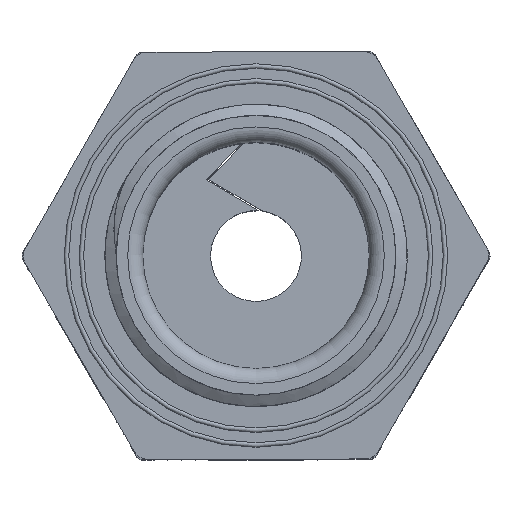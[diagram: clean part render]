
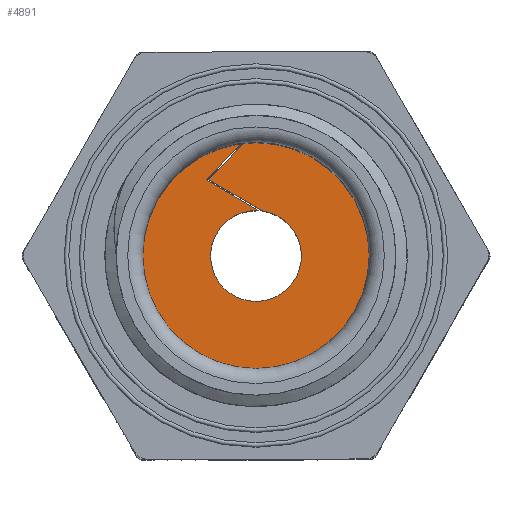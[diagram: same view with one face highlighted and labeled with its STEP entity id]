
A CAD part, top view. The second image highlights one B-rep face of the part: STEP entity #4891.
In plain terms, the highlighted planar face has unit normal (0, 0, 1).
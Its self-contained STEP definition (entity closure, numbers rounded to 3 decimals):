
#271=CIRCLE('',#5205,8.98);
#273=CIRCLE('',#5210,3.);
#449=FACE_OUTER_BOUND('',#723,.T.);
#723=EDGE_LOOP('',(#3190,#3191,#3192,#3193,#3194,#3195));
#1019=LINE('',#7041,#1457);
#1022=LINE('',#7047,#1460);
#1026=LINE('',#7059,#1464);
#1029=LINE('',#7065,#1467);
#1457=VECTOR('',#5672,10.);
#1460=VECTOR('',#5677,10.);
#1464=VECTOR('',#5689,10.);
#1467=VECTOR('',#5694,10.);
#1895=VERTEX_POINT('',#7038);
#1896=VERTEX_POINT('',#7040);
#1898=VERTEX_POINT('',#7046);
#1900=VERTEX_POINT('',#7052);
#1902=VERTEX_POINT('',#7058);
#1904=VERTEX_POINT('',#7064);
#2406=EDGE_CURVE('',#1896,#1895,#1019,.T.);
#2409=EDGE_CURVE('',#1898,#1896,#1022,.T.);
#2412=EDGE_CURVE('',#1900,#1898,#271,.T.);
#2415=EDGE_CURVE('',#1902,#1900,#1026,.T.);
#2418=EDGE_CURVE('',#1904,#1902,#1029,.T.);
#2421=EDGE_CURVE('',#1895,#1904,#273,.T.);
#3190=ORIENTED_EDGE('',*,*,#2421,.T.);
#3191=ORIENTED_EDGE('',*,*,#2418,.T.);
#3192=ORIENTED_EDGE('',*,*,#2415,.T.);
#3193=ORIENTED_EDGE('',*,*,#2412,.T.);
#3194=ORIENTED_EDGE('',*,*,#2409,.T.);
#3195=ORIENTED_EDGE('',*,*,#2406,.T.);
#4677=PLANE('',#5212);
#4891=ADVANCED_FACE('',(#449),#4677,.T.);
#5205=AXIS2_PLACEMENT_3D('',#7053,#5683,#5684);
#5210=AXIS2_PLACEMENT_3D('',#7069,#5700,#5701);
#5212=AXIS2_PLACEMENT_3D('',#7071,#5704,#5705);
#5672=DIRECTION('',(-0.46,-0.888,0.));
#5677=DIRECTION('',(-0.759,0.651,0.));
#5683=DIRECTION('center_axis',(0.,0.,1.));
#5684=DIRECTION('ref_axis',(-1.,0.,0.));
#5689=DIRECTION('',(0.759,-0.651,0.));
#5694=DIRECTION('',(0.46,0.888,0.));
#5700=DIRECTION('center_axis',(0.,0.,-1.));
#5701=DIRECTION('ref_axis',(1.,0.,0.));
#5704=DIRECTION('center_axis',(0.,0.,1.));
#5705=DIRECTION('ref_axis',(1.,0.,0.));
#7038=CARTESIAN_POINT('',(2.991,-0.235,9.8));
#7040=CARTESIAN_POINT('',(4.87,3.389,9.8));
#7041=CARTESIAN_POINT('',(2.991,-0.235,9.8));
#7046=CARTESIAN_POINT('',(8.979,-0.131,9.8));
#7047=CARTESIAN_POINT('',(4.87,3.389,9.8));
#7052=CARTESIAN_POINT('',(8.98,0.,9.8));
#7053=CARTESIAN_POINT('Origin',(0.,0.,9.8));
#7058=CARTESIAN_POINT('',(4.839,3.547,9.8));
#7059=CARTESIAN_POINT('',(8.98,0.,9.8));
#7064=CARTESIAN_POINT('',(3.,0.,9.8));
#7065=CARTESIAN_POINT('',(4.839,3.547,9.8));
#7069=CARTESIAN_POINT('Origin',(0.,0.,9.8));
#7071=CARTESIAN_POINT('Origin',(1.404,0.427,9.8));
